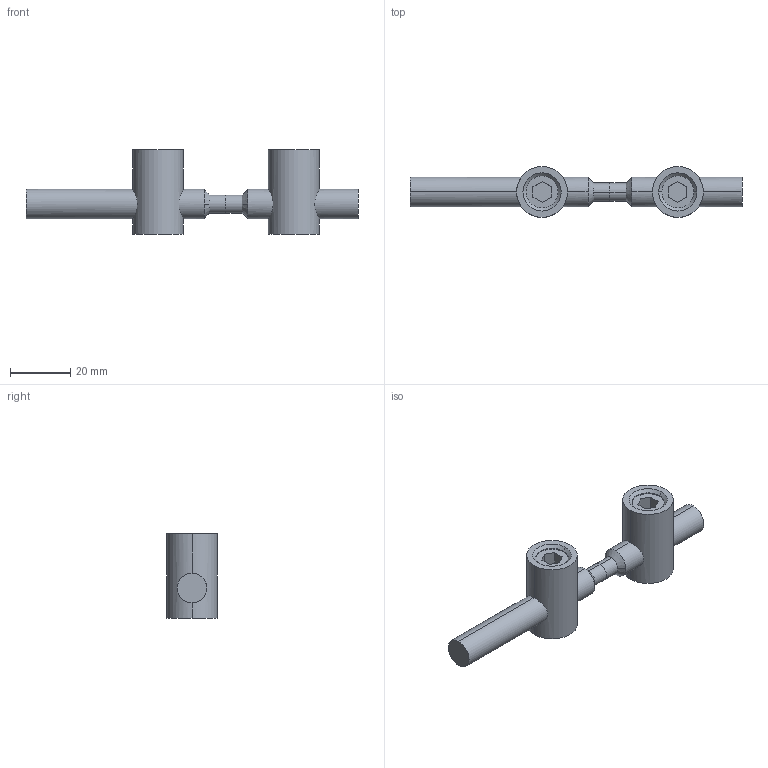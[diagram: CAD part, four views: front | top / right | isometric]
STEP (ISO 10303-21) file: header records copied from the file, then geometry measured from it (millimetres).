
FILE_DESCRIPTION (( 'STEP AP214' ), '1' );
FILE_NAME ('6121120', '2019-02-04T09:22:52', ( '' ), ('JUGARD+KÜNSTNER GmbH'), 'SwSTEP 2.0', 'SolidWorks 2017', '' );
FILE_SCHEMA (( 'AUTOMOTIVE_DESIGN' ));
Length unit declared in the file: millimetre
Products named in the file (3): Kopie von SV-10 Stirn_Stirn^6121120; 6121120_CNAJF00; Kopie von 6121120-lang^6121120
Assembly tree (2 placements, depth 2):
  6121120_CNAJF00
    Kopie von SV-10 Stirn_Stirn^6121120
    Kopie von 6121120-lang^6121120
Bounding box: 110 x 16.85 x 28 mm (x, y, z)
Volume: 16979.2 mm3; surface area: 6522.2 mm2
Topology: 2 solids, 2 shells, 52 faces, 128 edges, 80 vertices
Faces by surface type: plane 22, cylinder 20, cone 8, bspline 2
Entity records: 1936 total; most frequent: CARTESIAN_POINT 599, DIRECTION 274, ORIENTED_EDGE 248, EDGE_CURVE 124, AXIS2_PLACEMENT_3D 103, VERTEX_POINT 80, LINE 68, VECTOR 68
